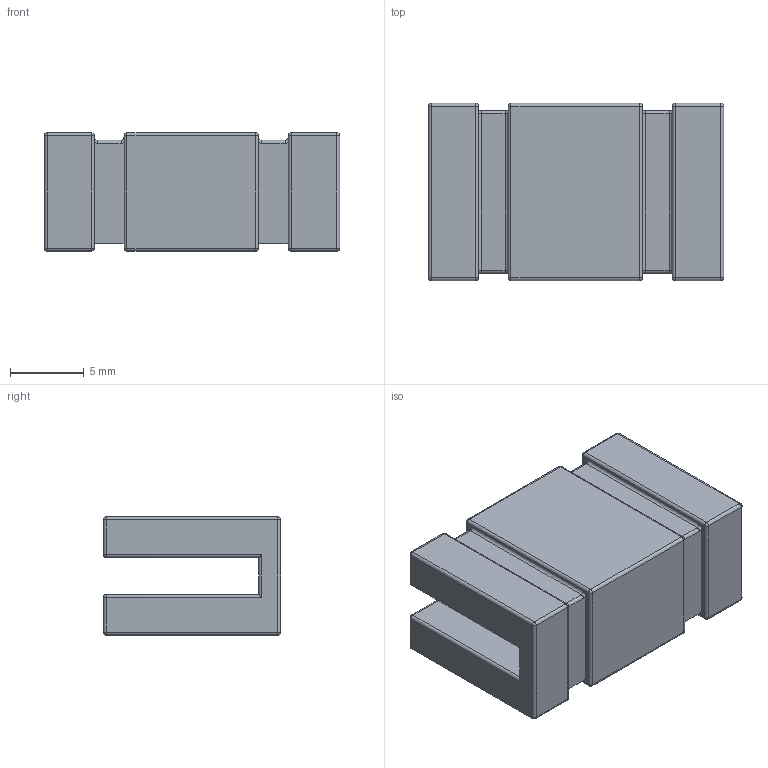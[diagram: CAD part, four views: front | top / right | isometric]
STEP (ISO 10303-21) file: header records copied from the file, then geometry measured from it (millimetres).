
FILE_DESCRIPTION(/* description */ (''),/* implementation_level */ '2;1');
FILE_NAME(/* name */ '2GT 10mm printed belt clamp v2.step',/* time_stamp */ '2021-05-25T01:25:19+08:00',/* author */ (''),/* organization */ (''),/* preprocessor_version */ 'ST-DEVELOPER v18.1',/* originating_system */ 'Autodesk Translation Framework v10.6.0.1341',/* authorisation */ '');
FILE_SCHEMA (('AUTOMOTIVE_DESIGN { 1 0 10303 214 3 1 1 }'));
Length unit declared in the file: millimetre
Products named in the file (1): 2GT 10mm printed belt clamp
Bounding box: 20 x 12 x 8 mm (x, y, z)
Volume: 1321.2 mm3; surface area: 1374.4 mm2
Topology: 1 solids, 1 shells, 132 faces, 286 edges, 156 vertices
Faces by surface type: cylinder 62, plane 34, sphere 28, torus 8
Entity records: 3555 total; most frequent: DIRECTION 664, CARTESIAN_POINT 615, ORIENTED_EDGE 572, EDGE_CURVE 286, AXIS2_PLACEMENT_3D 253, LINE 158, VECTOR 158, VERTEX_POINT 156
